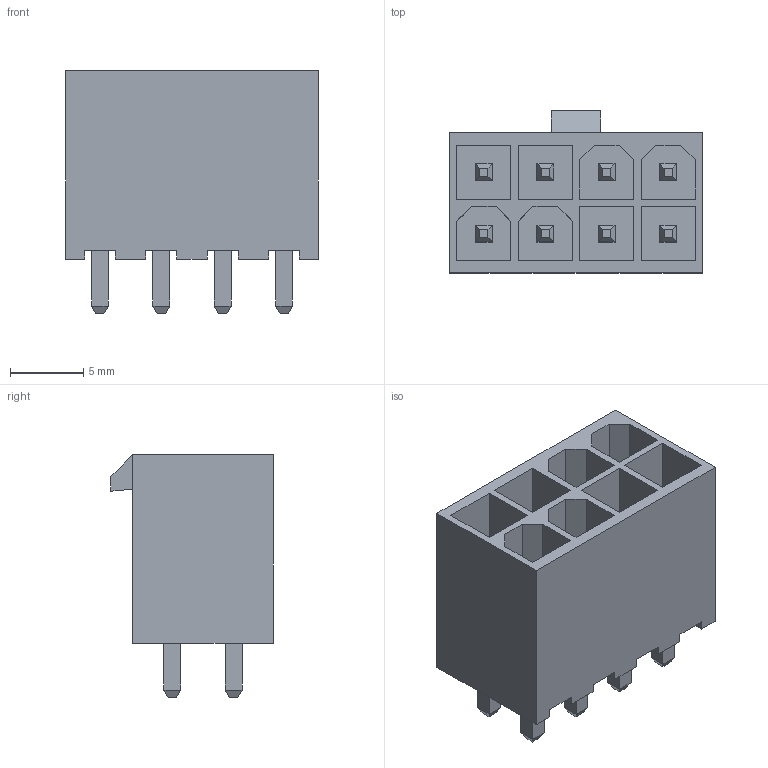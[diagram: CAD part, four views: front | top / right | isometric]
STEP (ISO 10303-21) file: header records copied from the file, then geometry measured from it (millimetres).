
FILE_DESCRIPTION (( 'STEP AP214' ), '1' );
FILE_NAME ('con_8.STEP', '2020-05-15T17:18:48', ( '' ), ( '' ), 'SwSTEP 2.0', 'SolidWorks 2018', '' );
FILE_SCHEMA (( 'AUTOMOTIVE_DESIGN' ));
Length unit declared in the file: millimetre
Products named in the file (1): con_8
Bounding box: 17.3 x 11.1 x 16.6 mm (x, y, z)
Volume: 1288.7 mm3; surface area: 2327.2 mm2
Topology: 1 solids, 1 shells, 219 faces, 513 edges, 320 vertices
Faces by surface type: plane 219
Entity records: 8482 total; most frequent: CARTESIAN_POINT 1053, ORIENTED_EDGE 1026, DIRECTION 953, LINE 513, EDGE_CURVE 513, VECTOR 513, VERTEX_POINT 320, EDGE_LOOP 243
